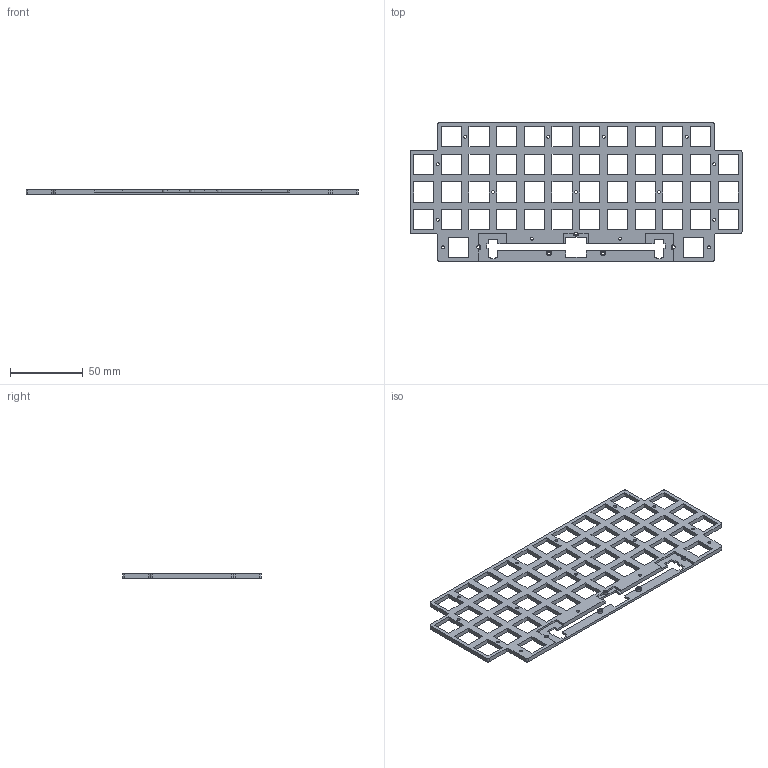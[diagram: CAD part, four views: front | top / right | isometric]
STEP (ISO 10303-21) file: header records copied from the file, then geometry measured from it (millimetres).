
FILE_DESCRIPTION(('HOOPS Exchange Step'),'2;1');
FILE_NAME('temp_export','2022-10-12T14:04:44-04:00',('mobile'),('Shapr3D Limited'),'HOOPS Exchange 2022.1','Shapr3D','Authorized');
FILE_SCHEMA( ('AP203_CONFIGURATION_CONTROLLED_3D_DESIGN_OF_MECHANICAL_PARTS_AND_ASSEMBLIES_MIM_LF') );
Length unit declared in the file: millimetre
Products named in the file (1): Plate
Bounding box: 228.6 x 95.25 x 3 mm (x, y, z)
Volume: 28419.8 mm3; surface area: 31070 mm2
Topology: 1 solids, 1 shells, 296 faces, 883 edges, 588 vertices
Faces by surface type: plane 258, cylinder 38
Full cylindrical faces by diameter (mm): 2 x20, 3.6 x2
Entity records: 10109 total; most frequent: CARTESIAN_POINT 1768, ORIENTED_EDGE 1766, DIRECTION 1555, EDGE_CURVE 883, VECTOR 805, LINE 805, VERTEX_POINT 588, EDGE_LOOP 433
